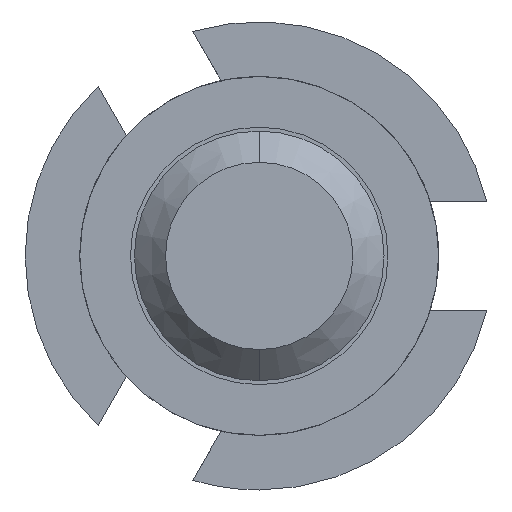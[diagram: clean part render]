
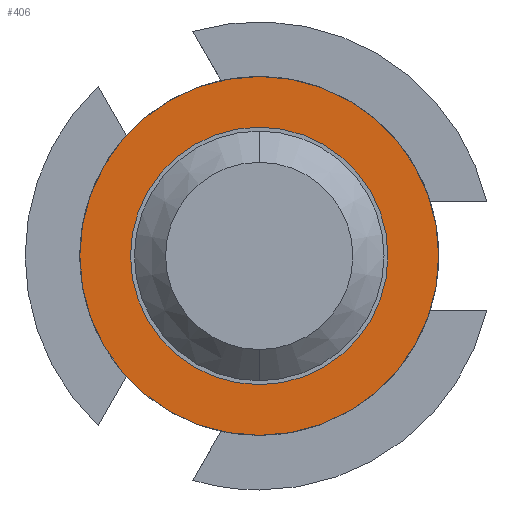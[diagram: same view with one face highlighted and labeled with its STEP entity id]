
A CAD part, front view. The second image highlights one B-rep face of the part: STEP entity #406.
In plain terms, the highlighted planar face has unit normal (0, -1, 0).
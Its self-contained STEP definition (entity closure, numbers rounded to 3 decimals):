
#19 = PLANE ( 'NONE',  #2830 ) ;
#163 = CIRCLE ( 'NONE', #2206, 0.825 ) ;
#255 = ORIENTED_EDGE ( 'NONE', *, *, #3581, .F. ) ;
#282 = CIRCLE ( 'NONE', #2396, 1.15 ) ;
#331 = CARTESIAN_POINT ( 'NONE',  ( 0., -1.5, 0. ) ) ;
#406 = ADVANCED_FACE ( 'Defeature ausgef�hrt1_14', ( #3870, #3140 ), #19, .F. ) ;
#408 = CARTESIAN_POINT ( 'NONE',  ( 0.825, -1.5, 0. ) ) ;
#558 = VERTEX_POINT ( 'NONE', #1525 ) ;
#624 = VERTEX_POINT ( 'NONE', #2997 ) ;
#685 = VERTEX_POINT ( 'NONE', #1341 ) ;
#893 = ORIENTED_EDGE ( 'NONE', *, *, #3743, .T. ) ;
#977 = CARTESIAN_POINT ( 'NONE',  ( 0., -1.5, 0. ) ) ;
#1234 = DIRECTION ( 'NONE',  ( 0., 0., 1. ) ) ;
#1280 = EDGE_CURVE ( 'Defeature ausgef�hrt1_8+Defeature ausgef�hrt1_14+Defeature ausgef�hrt1_14+Defeature ausgef�hrt1_14', #624, #685, #282, .T. ) ;
#1341 = CARTESIAN_POINT ( 'NONE',  ( 0., -1.5, 1.15 ) ) ;
#1400 = AXIS2_PLACEMENT_3D ( 'NONE', #2874, #1490, #3585 ) ;
#1414 = ORIENTED_EDGE ( 'NONE', *, *, #1280, .F. ) ;
#1482 = DIRECTION ( 'NONE',  ( 0., 0., 1. ) ) ;
#1490 = DIRECTION ( 'NONE',  ( 0., 1., 0. ) ) ;
#1525 = CARTESIAN_POINT ( 'NONE',  ( 0., -1.5, -0.825 ) ) ;
#1807 = CIRCLE ( 'NONE', #3476, 0.825 ) ;
#1940 = CARTESIAN_POINT ( 'NONE',  ( 0., -1.5, 0. ) ) ;
#2194 = VERTEX_POINT ( 'NONE', #3906 ) ;
#2206 = AXIS2_PLACEMENT_3D ( 'NONE', #1940, #3327, #1234 ) ;
#2396 = AXIS2_PLACEMENT_3D ( 'NONE', #331, #3086, #3794 ) ;
#2427 = EDGE_CURVE ( 'Defeature ausgef�hrt1_14+Defeature ausgef�hrt1_13+Defeature ausgef�hrt1_13+Defeature ausgef�hrt1_13', #2194, #558, #1807, .T. ) ;
#2487 = ORIENTED_EDGE ( 'NONE', *, *, #2427, .T. ) ;
#2807 = EDGE_LOOP ( 'NONE', ( #255, #1414 ) ) ;
#2830 = AXIS2_PLACEMENT_3D ( 'NONE', #408, #3209, #1482 ) ;
#2874 = CARTESIAN_POINT ( 'NONE',  ( 0., -1.5, 0. ) ) ;
#2997 = CARTESIAN_POINT ( 'NONE',  ( 0., -1.5, -1.15 ) ) ;
#3086 = DIRECTION ( 'NONE',  ( 0., 1., 0. ) ) ;
#3140 = FACE_BOUND ( 'NONE', #3263, .T. ) ;
#3209 = DIRECTION ( 'NONE',  ( 0., 1., 0. ) ) ;
#3263 = EDGE_LOOP ( 'NONE', ( #2487, #893 ) ) ;
#3317 = DIRECTION ( 'NONE',  ( 0., 1., 0. ) ) ;
#3327 = DIRECTION ( 'NONE',  ( 0., 1., 0. ) ) ;
#3365 = CIRCLE ( 'NONE', #1400, 1.15 ) ;
#3476 = AXIS2_PLACEMENT_3D ( 'NONE', #977, #3317, #3730 ) ;
#3581 = EDGE_CURVE ( 'Defeature ausgef�hrt1_8+Defeature ausgef�hrt1_14+Defeature ausgef�hrt1_14+Defeature ausgef�hrt1_14', #685, #624, #3365, .T. ) ;
#3585 = DIRECTION ( 'NONE',  ( 0., 0., 1. ) ) ;
#3730 = DIRECTION ( 'NONE',  ( 0., 0., 1. ) ) ;
#3743 = EDGE_CURVE ( 'Defeature ausgef�hrt1_14+Defeature ausgef�hrt1_13+Defeature ausgef�hrt1_13+Defeature ausgef�hrt1_13', #558, #2194, #163, .T. ) ;
#3794 = DIRECTION ( 'NONE',  ( 0., 0., 1. ) ) ;
#3870 = FACE_OUTER_BOUND ( 'NONE', #2807, .T. ) ;
#3906 = CARTESIAN_POINT ( 'NONE',  ( 0., -1.5, 0.825 ) ) ;
